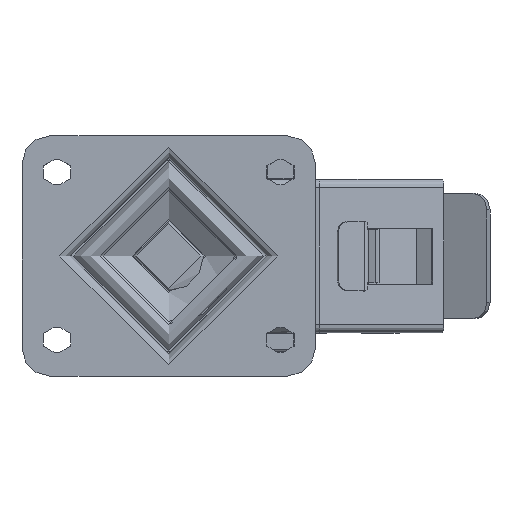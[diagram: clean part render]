
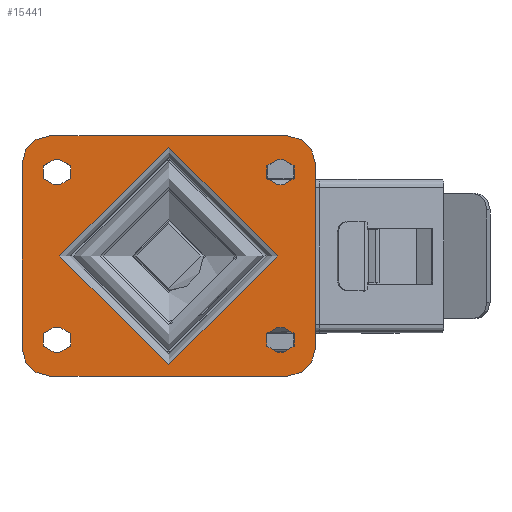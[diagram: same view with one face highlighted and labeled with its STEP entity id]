
A CAD part, top view. The second image highlights one B-rep face of the part: STEP entity #15441.
In plain terms, the highlighted planar face has unit normal (0, 0, 1).
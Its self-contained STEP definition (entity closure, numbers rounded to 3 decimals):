
#1115=FACE_BOUND('',#5312,.T.);
#1116=FACE_BOUND('',#5313,.T.);
#1117=FACE_BOUND('',#5314,.T.);
#1118=FACE_BOUND('',#5315,.T.);
#1119=FACE_BOUND('',#5316,.T.);
#1368=PLANE('',#16769);
#1984=LINE('',#23107,#3108);
#1985=LINE('',#23108,#3109);
#1986=LINE('',#23109,#3110);
#1987=LINE('',#23110,#3111);
#1988=LINE('',#23111,#3112);
#1989=LINE('',#23112,#3113);
#1990=LINE('',#23113,#3114);
#1991=LINE('',#23114,#3115);
#1992=LINE('',#23115,#3116);
#1993=LINE('',#23116,#3117);
#1994=LINE('',#23117,#3118);
#1995=LINE('',#23118,#3119);
#3108=VECTOR('',#18774,1000.);
#3109=VECTOR('',#18775,1000.);
#3110=VECTOR('',#18776,1000.);
#3111=VECTOR('',#18777,1000.);
#3112=VECTOR('',#18778,1000.);
#3113=VECTOR('',#18779,1000.);
#3114=VECTOR('',#18780,1000.);
#3115=VECTOR('',#18781,1000.);
#3116=VECTOR('',#18782,1000.);
#3117=VECTOR('',#18783,1000.);
#3118=VECTOR('',#18784,1000.);
#3119=VECTOR('',#18785,1000.);
#4372=FACE_OUTER_BOUND('',#5311,.T.);
#5311=EDGE_LOOP('',(#11418,#11419,#11420,#11421,#11422,#11423,#11424,#11425));
#5312=EDGE_LOOP('',(#11426));
#5313=EDGE_LOOP('',(#11427,#11428,#11429,#11430));
#5314=EDGE_LOOP('',(#11431,#11432,#11433,#11434));
#5315=EDGE_LOOP('',(#11435,#11436,#11437,#11438));
#5316=EDGE_LOOP('',(#11439,#11440,#11441,#11442));
#6233=CIRCLE('',#16442,4.5);
#6235=CIRCLE('',#16445,4.5);
#6237=CIRCLE('',#16448,4.5);
#6239=CIRCLE('',#16451,4.5);
#6241=CIRCLE('',#16454,4.5);
#6243=CIRCLE('',#16457,4.5);
#6245=CIRCLE('',#16460,4.5);
#6247=CIRCLE('',#16463,4.5);
#6248=CIRCLE('',#16465,10.);
#6250=CIRCLE('',#16468,10.);
#6252=CIRCLE('',#16471,10.);
#6254=CIRCLE('',#16474,10.);
#6264=CIRCLE('',#16488,39.);
#6807=VERTEX_POINT('',#21935);
#6808=VERTEX_POINT('',#21937);
#6811=VERTEX_POINT('',#21944);
#6812=VERTEX_POINT('',#21946);
#6815=VERTEX_POINT('',#21953);
#6816=VERTEX_POINT('',#21955);
#6819=VERTEX_POINT('',#21962);
#6820=VERTEX_POINT('',#21964);
#6823=VERTEX_POINT('',#21971);
#6824=VERTEX_POINT('',#21973);
#6827=VERTEX_POINT('',#21980);
#6828=VERTEX_POINT('',#21982);
#6831=VERTEX_POINT('',#21989);
#6832=VERTEX_POINT('',#21991);
#6835=VERTEX_POINT('',#21998);
#6836=VERTEX_POINT('',#22000);
#6837=VERTEX_POINT('',#22004);
#6838=VERTEX_POINT('',#22005);
#6841=VERTEX_POINT('',#22013);
#6842=VERTEX_POINT('',#22014);
#6845=VERTEX_POINT('',#22022);
#6846=VERTEX_POINT('',#22023);
#6849=VERTEX_POINT('',#22031);
#6850=VERTEX_POINT('',#22032);
#6859=VERTEX_POINT('',#22058);
#8320=EDGE_CURVE('',#6808,#6807,#6233,.T.);
#8324=EDGE_CURVE('',#6812,#6811,#6235,.T.);
#8328=EDGE_CURVE('',#6816,#6815,#6237,.T.);
#8332=EDGE_CURVE('',#6820,#6819,#6239,.T.);
#8336=EDGE_CURVE('',#6824,#6823,#6241,.T.);
#8340=EDGE_CURVE('',#6828,#6827,#6243,.T.);
#8344=EDGE_CURVE('',#6832,#6831,#6245,.T.);
#8348=EDGE_CURVE('',#6836,#6835,#6247,.T.);
#8350=EDGE_CURVE('',#6837,#6838,#6248,.T.);
#8354=EDGE_CURVE('',#6841,#6842,#6250,.T.);
#8358=EDGE_CURVE('',#6845,#6846,#6252,.T.);
#8362=EDGE_CURVE('',#6849,#6850,#6254,.T.);
#8375=EDGE_CURVE('',#6859,#6859,#6264,.T.);
#8740=EDGE_CURVE('',#6846,#6849,#1984,.T.);
#8741=EDGE_CURVE('',#6842,#6845,#1985,.T.);
#8742=EDGE_CURVE('',#6838,#6841,#1986,.T.);
#8743=EDGE_CURVE('',#6850,#6837,#1987,.T.);
#8744=EDGE_CURVE('',#6831,#6836,#1988,.T.);
#8745=EDGE_CURVE('',#6835,#6832,#1989,.T.);
#8746=EDGE_CURVE('',#6823,#6828,#1990,.T.);
#8747=EDGE_CURVE('',#6827,#6824,#1991,.T.);
#8748=EDGE_CURVE('',#6815,#6820,#1992,.T.);
#8749=EDGE_CURVE('',#6819,#6816,#1993,.T.);
#8750=EDGE_CURVE('',#6807,#6812,#1994,.T.);
#8751=EDGE_CURVE('',#6811,#6808,#1995,.T.);
#11418=ORIENTED_EDGE('',*,*,#8362,.F.);
#11419=ORIENTED_EDGE('',*,*,#8740,.F.);
#11420=ORIENTED_EDGE('',*,*,#8358,.F.);
#11421=ORIENTED_EDGE('',*,*,#8741,.F.);
#11422=ORIENTED_EDGE('',*,*,#8354,.F.);
#11423=ORIENTED_EDGE('',*,*,#8742,.F.);
#11424=ORIENTED_EDGE('',*,*,#8350,.F.);
#11425=ORIENTED_EDGE('',*,*,#8743,.F.);
#11426=ORIENTED_EDGE('',*,*,#8375,.F.);
#11427=ORIENTED_EDGE('',*,*,#8744,.T.);
#11428=ORIENTED_EDGE('',*,*,#8348,.T.);
#11429=ORIENTED_EDGE('',*,*,#8745,.T.);
#11430=ORIENTED_EDGE('',*,*,#8344,.T.);
#11431=ORIENTED_EDGE('',*,*,#8746,.T.);
#11432=ORIENTED_EDGE('',*,*,#8340,.T.);
#11433=ORIENTED_EDGE('',*,*,#8747,.T.);
#11434=ORIENTED_EDGE('',*,*,#8336,.T.);
#11435=ORIENTED_EDGE('',*,*,#8748,.T.);
#11436=ORIENTED_EDGE('',*,*,#8332,.T.);
#11437=ORIENTED_EDGE('',*,*,#8749,.T.);
#11438=ORIENTED_EDGE('',*,*,#8328,.T.);
#11439=ORIENTED_EDGE('',*,*,#8750,.T.);
#11440=ORIENTED_EDGE('',*,*,#8324,.T.);
#11441=ORIENTED_EDGE('',*,*,#8751,.T.);
#11442=ORIENTED_EDGE('',*,*,#8320,.T.);
#15441=ADVANCED_FACE('',(#4372,#1115,#1116,#1117,#1118,#1119),#1368,.T.);
#16442=AXIS2_PLACEMENT_3D('',#21938,#17908,#17909);
#16445=AXIS2_PLACEMENT_3D('',#21947,#17916,#17917);
#16448=AXIS2_PLACEMENT_3D('',#21956,#17924,#17925);
#16451=AXIS2_PLACEMENT_3D('',#21965,#17932,#17933);
#16454=AXIS2_PLACEMENT_3D('',#21974,#17940,#17941);
#16457=AXIS2_PLACEMENT_3D('',#21983,#17948,#17949);
#16460=AXIS2_PLACEMENT_3D('',#21992,#17956,#17957);
#16463=AXIS2_PLACEMENT_3D('',#22001,#17964,#17965);
#16465=AXIS2_PLACEMENT_3D('',#22006,#17969,#17970);
#16468=AXIS2_PLACEMENT_3D('',#22015,#17977,#17978);
#16471=AXIS2_PLACEMENT_3D('',#22024,#17985,#17986);
#16474=AXIS2_PLACEMENT_3D('',#22033,#17993,#17994);
#16488=AXIS2_PLACEMENT_3D('',#22059,#18024,#18025);
#16769=AXIS2_PLACEMENT_3D('',#23106,#18772,#18773);
#17908=DIRECTION('center_axis',(0.,0.,-1.));
#17909=DIRECTION('ref_axis',(1.,0.,0.));
#17916=DIRECTION('center_axis',(0.,0.,-1.));
#17917=DIRECTION('ref_axis',(-1.,0.,0.));
#17924=DIRECTION('center_axis',(0.,0.,-1.));
#17925=DIRECTION('ref_axis',(1.,0.,0.));
#17932=DIRECTION('center_axis',(0.,0.,-1.));
#17933=DIRECTION('ref_axis',(-1.,0.,0.));
#17940=DIRECTION('center_axis',(0.,0.,-1.));
#17941=DIRECTION('ref_axis',(-1.,0.,0.));
#17948=DIRECTION('center_axis',(0.,0.,-1.));
#17949=DIRECTION('ref_axis',(1.,0.,0.));
#17956=DIRECTION('center_axis',(0.,0.,-1.));
#17957=DIRECTION('ref_axis',(-1.,0.,0.));
#17964=DIRECTION('center_axis',(0.,0.,-1.));
#17965=DIRECTION('ref_axis',(1.,0.,0.));
#17969=DIRECTION('center_axis',(0.,0.,-1.));
#17970=DIRECTION('ref_axis',(-0.707,0.707,0.));
#17977=DIRECTION('center_axis',(0.,0.,-1.));
#17978=DIRECTION('ref_axis',(0.707,0.707,0.));
#17985=DIRECTION('center_axis',(0.,0.,-1.));
#17986=DIRECTION('ref_axis',(0.707,-0.707,0.));
#17993=DIRECTION('center_axis',(0.,0.,-1.));
#17994=DIRECTION('ref_axis',(-0.707,-0.707,0.));
#18024=DIRECTION('center_axis',(0.,0.,1.));
#18025=DIRECTION('ref_axis',(0.,-1.,0.));
#18772=DIRECTION('center_axis',(0.,0.,1.));
#18773=DIRECTION('ref_axis',(1.,0.,0.));
#18774=DIRECTION('',(-1.,0.,0.));
#18775=DIRECTION('',(0.,-1.,0.));
#18776=DIRECTION('',(1.,0.,0.));
#18777=DIRECTION('',(0.,1.,0.));
#18778=DIRECTION('',(-1.,0.,0.));
#18779=DIRECTION('',(1.,0.,0.));
#18780=DIRECTION('',(-1.,0.,0.));
#18781=DIRECTION('',(1.,0.,0.));
#18782=DIRECTION('',(1.,0.,0.));
#18783=DIRECTION('',(-1.,0.,0.));
#18784=DIRECTION('',(1.,0.,0.));
#18785=DIRECTION('',(-1.,0.,0.));
#21935=CARTESIAN_POINT('',(39.,-25.5,0.));
#21937=CARTESIAN_POINT('',(39.,-34.5,0.));
#21938=CARTESIAN_POINT('Origin',(39.,-30.,0.));
#21944=CARTESIAN_POINT('',(41.,-34.5,0.));
#21946=CARTESIAN_POINT('',(41.,-25.5,0.));
#21947=CARTESIAN_POINT('Origin',(41.,-30.,0.));
#21953=CARTESIAN_POINT('',(39.,34.5,0.));
#21955=CARTESIAN_POINT('',(39.,25.5,0.));
#21956=CARTESIAN_POINT('Origin',(39.,30.,0.));
#21962=CARTESIAN_POINT('',(41.,25.5,0.));
#21964=CARTESIAN_POINT('',(41.,34.5,0.));
#21965=CARTESIAN_POINT('Origin',(41.,30.,0.));
#21971=CARTESIAN_POINT('',(-39.,-34.5,0.));
#21973=CARTESIAN_POINT('',(-39.,-25.5,0.));
#21974=CARTESIAN_POINT('Origin',(-39.,-30.,0.));
#21980=CARTESIAN_POINT('',(-41.,-25.5,0.));
#21982=CARTESIAN_POINT('',(-41.,-34.5,0.));
#21983=CARTESIAN_POINT('Origin',(-41.,-30.,0.));
#21989=CARTESIAN_POINT('',(-39.,25.5,0.));
#21991=CARTESIAN_POINT('',(-39.,34.5,0.));
#21992=CARTESIAN_POINT('Origin',(-39.,30.,0.));
#21998=CARTESIAN_POINT('',(-41.,34.5,0.));
#22000=CARTESIAN_POINT('',(-41.,25.5,0.));
#22001=CARTESIAN_POINT('Origin',(-41.,30.,0.));
#22004=CARTESIAN_POINT('',(-52.5,33.,0.));
#22005=CARTESIAN_POINT('',(-42.5,43.,0.));
#22006=CARTESIAN_POINT('Origin',(-42.5,33.,0.));
#22013=CARTESIAN_POINT('',(42.5,43.,0.));
#22014=CARTESIAN_POINT('',(52.5,33.,0.));
#22015=CARTESIAN_POINT('Origin',(42.5,33.,0.));
#22022=CARTESIAN_POINT('',(52.5,-33.,0.));
#22023=CARTESIAN_POINT('',(42.5,-43.,0.));
#22024=CARTESIAN_POINT('Origin',(42.5,-33.,0.));
#22031=CARTESIAN_POINT('',(-42.5,-43.,0.));
#22032=CARTESIAN_POINT('',(-52.5,-33.,0.));
#22033=CARTESIAN_POINT('Origin',(-42.5,-33.,0.));
#22058=CARTESIAN_POINT('',(39.,0.,0.));
#22059=CARTESIAN_POINT('Origin',(0.,0.,0.));
#23106=CARTESIAN_POINT('Origin',(0.,0.,0.));
#23107=CARTESIAN_POINT('',(52.5,-43.,0.));
#23108=CARTESIAN_POINT('',(52.5,43.,0.));
#23109=CARTESIAN_POINT('',(-52.5,43.,0.));
#23110=CARTESIAN_POINT('',(-52.5,-43.,0.));
#23111=CARTESIAN_POINT('',(-41.,25.5,0.));
#23112=CARTESIAN_POINT('',(-41.,34.5,0.));
#23113=CARTESIAN_POINT('',(-41.,-34.5,0.));
#23114=CARTESIAN_POINT('',(-41.,-25.5,0.));
#23115=CARTESIAN_POINT('',(41.,34.5,0.));
#23116=CARTESIAN_POINT('',(41.,25.5,0.));
#23117=CARTESIAN_POINT('',(41.,-25.5,0.));
#23118=CARTESIAN_POINT('',(41.,-34.5,0.));
